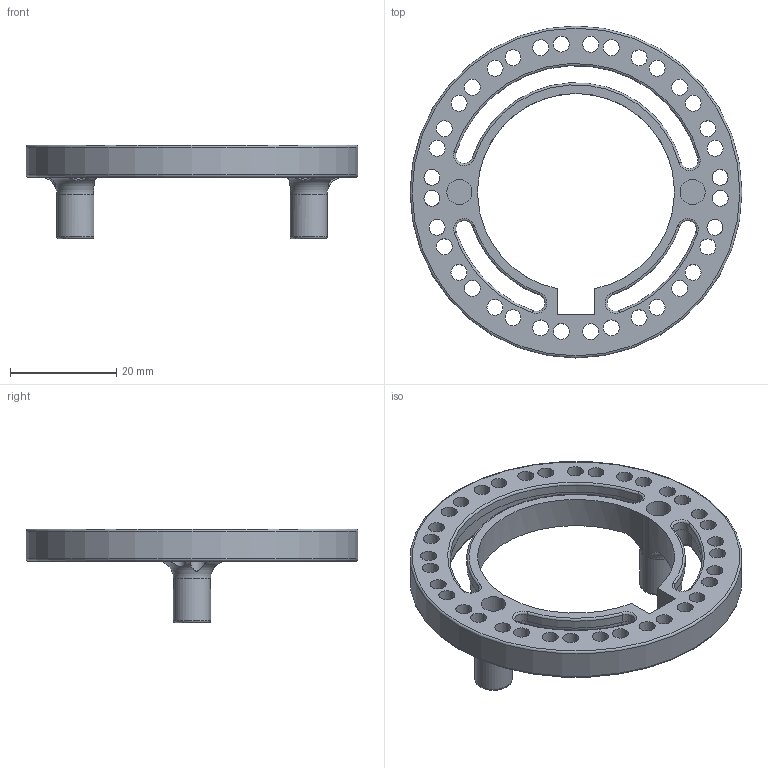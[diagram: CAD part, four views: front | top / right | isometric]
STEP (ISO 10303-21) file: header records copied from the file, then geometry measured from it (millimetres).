
FILE_DESCRIPTION(/* description */ (''),/* implementation_level */ '2;1');
FILE_NAME(/* name */ 'LDO36STH20Mount.step',/* time_stamp */ '2024-11-20T18:07:27-05:00',/* author */ (''),/* organization */ (''),/* preprocessor_version */ 'ST-DEVELOPER v20',/* originating_system */ 'Autodesk Translation Framework v13.20.0.188',/* authorisation */ '');
FILE_SCHEMA (('AUTOMOTIVE_DESIGN { 1 0 10303 214 3 1 1 }'));
Length unit declared in the file: millimetre
Products named in the file (1): LDO36STH20Mount
Bounding box: 62.39 x 62.39 x 17.6 mm (x, y, z)
Volume: 8289.5 mm3; surface area: 8648.7 mm2
Topology: 1 solids, 1 shells, 125 faces, 340 edges, 215 vertices
Faces by surface type: cylinder 70, torus 35, plane 15, bspline 5
Full cylindrical faces by diameter (mm): 3 x36, 4.7 x4, 7 x2, 62.388 x1
Entity records: 4808 total; most frequent: CARTESIAN_POINT 1307, DIRECTION 795, ORIENTED_EDGE 680, AXIS2_PLACEMENT_3D 357, EDGE_CURVE 340, CIRCLE 236, VERTEX_POINT 215, EDGE_LOOP 203
